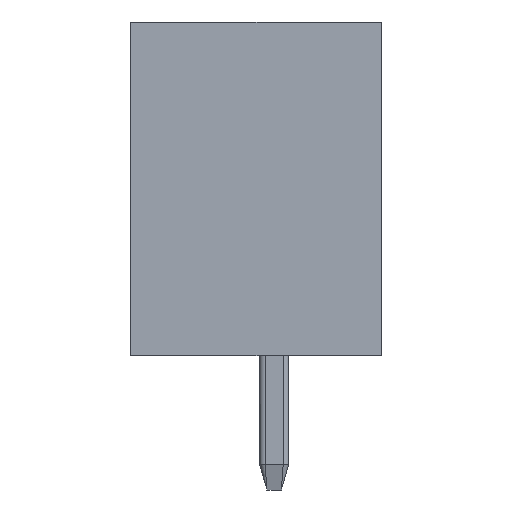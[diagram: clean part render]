
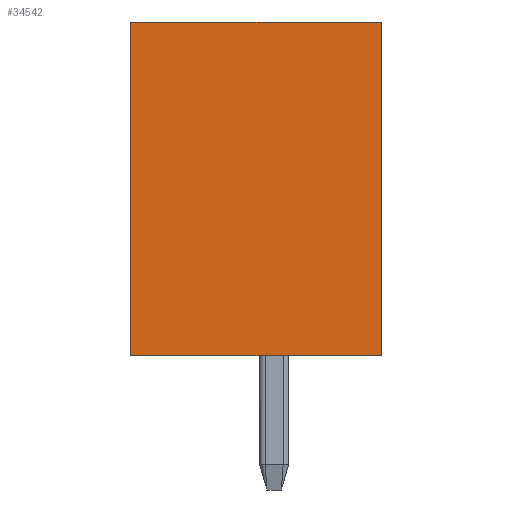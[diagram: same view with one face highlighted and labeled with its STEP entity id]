
A CAD part, left-side view. The second image highlights one B-rep face of the part: STEP entity #34542.
In plain terms, the highlighted planar face has unit normal (-1, 0, 0).
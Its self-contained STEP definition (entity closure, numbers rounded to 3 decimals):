
#33229=CARTESIAN_POINT('',(-18.079,-2.701,-8.424));
#33230=VERTEX_POINT('',#33229);
#33237=CARTESIAN_POINT('',(-18.079,3.617,-8.424));
#33238=VERTEX_POINT('',#33237);
#33239=CARTESIAN_POINT('',(-18.079,-2.701,-8.424));
#33240=DIRECTION('',(0.,1.,0.));
#33241=VECTOR('',#33240,6.318);
#33242=LINE('',#33239,#33241);
#33243=EDGE_CURVE('',#33230,#33238,#33242,.T.);
#33985=CARTESIAN_POINT('',(-18.079,-2.701,0.));
#33986=VERTEX_POINT('',#33985);
#33993=CARTESIAN_POINT('',(-18.079,-2.701,0.));
#33994=DIRECTION('',(0.,0.,-1.));
#33995=VECTOR('',#33994,8.424);
#33996=LINE('',#33993,#33995);
#33997=EDGE_CURVE('',#33986,#33230,#33996,.T.);
#34519=CARTESIAN_POINT('',(-18.079,2.61,0.));
#34520=DIRECTION('',(0.,1.,0.));
#34521=DIRECTION('',(-1.,0.,0.));
#34522=AXIS2_PLACEMENT_3D('',#34519,#34521,#34520);
#34523=PLANE('',#34522);
#34524=ORIENTED_EDGE('',*,*,#33997,.F.);
#34525=CARTESIAN_POINT('',(-18.079,3.617,0.));
#34526=VERTEX_POINT('',#34525);
#34527=CARTESIAN_POINT('',(-18.079,-2.701,0.));
#34528=DIRECTION('',(0.,1.,0.));
#34529=VECTOR('',#34528,6.318);
#34530=LINE('',#34527,#34529);
#34531=EDGE_CURVE('',#33986,#34526,#34530,.T.);
#34532=ORIENTED_EDGE('',*,*,#34531,.T.);
#34533=CARTESIAN_POINT('',(-18.079,3.617,0.));
#34534=DIRECTION('',(0.,0.,-1.));
#34535=VECTOR('',#34534,8.424);
#34536=LINE('',#34533,#34535);
#34537=EDGE_CURVE('',#34526,#33238,#34536,.T.);
#34538=ORIENTED_EDGE('',*,*,#34537,.T.);
#34539=ORIENTED_EDGE('',*,*,#33243,.F.);
#34540=EDGE_LOOP('',(#34524,#34532,#34538,#34539));
#34541=FACE_OUTER_BOUND('',#34540,.T.);
#34542=ADVANCED_FACE('',(#34541),#34523,.T.);
